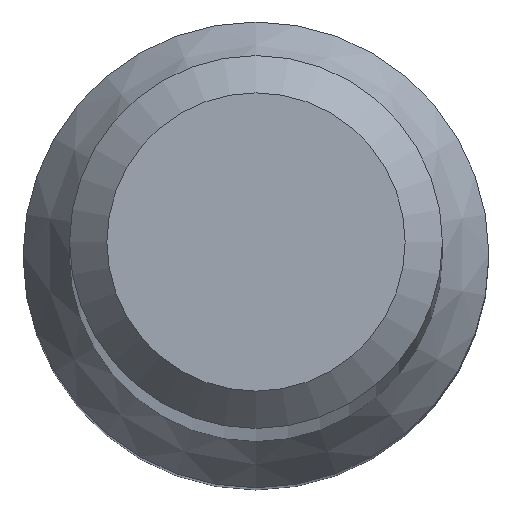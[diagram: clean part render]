
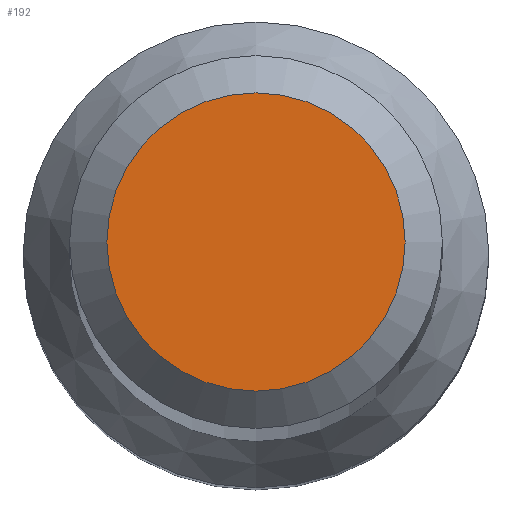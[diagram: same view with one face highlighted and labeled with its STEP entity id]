
A CAD part, top view. The second image highlights one B-rep face of the part: STEP entity #192.
In plain terms, the highlighted planar face has unit normal (0, 0, 1).
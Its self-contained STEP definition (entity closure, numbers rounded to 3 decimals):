
#15 = AXIS2_PLACEMENT_3D ( 'NONE', #216, #108, #200 ) ;
#44 = EDGE_LOOP ( 'NONE', ( #93 ) ) ;
#71 = AXIS2_PLACEMENT_3D ( 'NONE', #175, #102, #158 ) ;
#83 = EDGE_CURVE ( 'NONE', #147, #147, #157, .T. ) ;
#93 = ORIENTED_EDGE ( 'NONE', *, *, #83, .F. ) ;
#102 = DIRECTION ( 'NONE',  ( 0., 0., -1. ) ) ;
#108 = DIRECTION ( 'NONE',  ( 0., 0., 1. ) ) ;
#125 = FACE_OUTER_BOUND ( 'NONE', #44, .T. ) ;
#141 = CARTESIAN_POINT ( 'NONE',  ( 0., 1.2, 70. ) ) ;
#147 = VERTEX_POINT ( 'NONE', #141 ) ;
#157 = CIRCLE ( 'NONE', #71, 1.2 ) ;
#158 = DIRECTION ( 'NONE',  ( 0., 1., 0. ) ) ;
#175 = CARTESIAN_POINT ( 'NONE',  ( 0., 0., 70. ) ) ;
#192 = ADVANCED_FACE ( 'NONE', ( #125 ), #215, .T. ) ;
#200 = DIRECTION ( 'NONE',  ( 0., -1., 0. ) ) ;
#215 = PLANE ( 'NONE',  #15 ) ;
#216 = CARTESIAN_POINT ( 'NONE',  ( 0., 0., 70. ) ) ;
